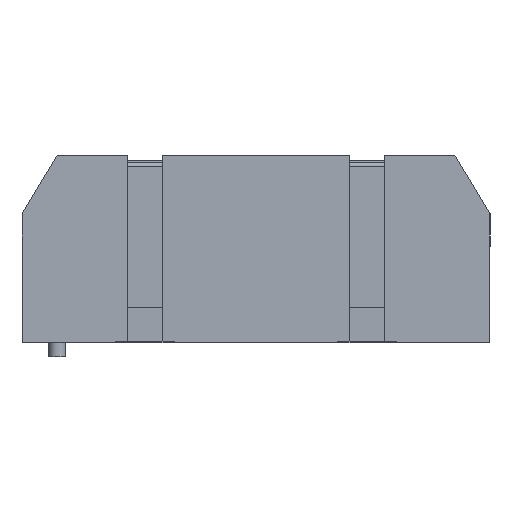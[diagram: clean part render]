
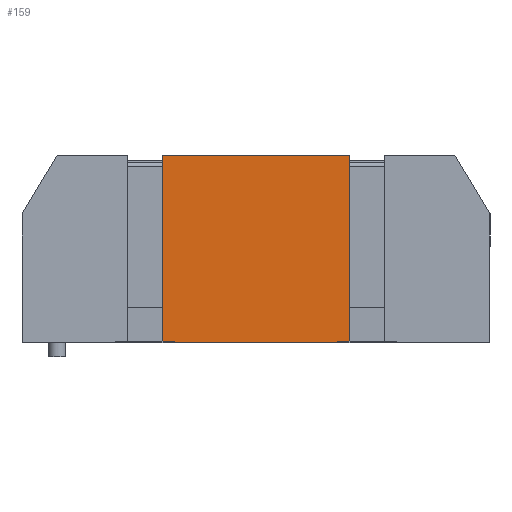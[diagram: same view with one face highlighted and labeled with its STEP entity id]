
A CAD part, left-side view. The second image highlights one B-rep face of the part: STEP entity #159.
In plain terms, the highlighted planar face has unit normal (-1, 0, 0).
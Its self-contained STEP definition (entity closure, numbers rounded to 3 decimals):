
#159=ADVANCED_FACE('',(#421),#4231,.T.);
#421=FACE_OUTER_BOUND('',#675,.T.);
#675=EDGE_LOOP('',(#1371,#1372,#1373,#1374));
#1371=ORIENTED_EDGE('',*,*,#2524,.T.);
#1372=ORIENTED_EDGE('',*,*,#2254,.T.);
#1373=ORIENTED_EDGE('',*,*,#2525,.T.);
#1374=ORIENTED_EDGE('',*,*,#2526,.T.);
#2254=EDGE_CURVE('',#3657,#3656,#3096,.T.);
#2524=EDGE_CURVE('',#3846,#3657,#3314,.T.);
#2525=EDGE_CURVE('',#3656,#3847,#3315,.T.);
#2526=EDGE_CURVE('',#3847,#3846,#3316,.T.);
#3096=B_SPLINE_CURVE_WITH_KNOTS('',1,(#5521,#5522),.UNSPECIFIED.,.F.,.F.,
(2,2),(140.6,156.6),.UNSPECIFIED.);
#3314=B_SPLINE_CURVE_WITH_KNOTS('',1,(#6129,#6130),.UNSPECIFIED.,.F.,.F.,
(2,2),(0.,16.),.UNSPECIFIED.);
#3315=B_SPLINE_CURVE_WITH_KNOTS('',1,(#6131,#6132),.UNSPECIFIED.,.F.,.F.,
(2,2),(0.,16.),.UNSPECIFIED.);
#3316=B_SPLINE_CURVE_WITH_KNOTS('',1,(#6133,#6134),.UNSPECIFIED.,.F.,.F.,
(2,2),(0.,16.),.UNSPECIFIED.);
#3656=VERTEX_POINT('',#5270);
#3657=VERTEX_POINT('',#5271);
#3846=VERTEX_POINT('',#5460);
#3847=VERTEX_POINT('',#5461);
#4231=PLANE('',#4440);
#4440=AXIS2_PLACEMENT_3D('',#5166,#4632,$);
#4632=DIRECTION('',(-1.,0.,0.));
#5166=CARTESIAN_POINT('',(0.,29.72,-1.72));
#5270=CARTESIAN_POINT('',(0.,12.,0.));
#5271=CARTESIAN_POINT('',(0.,28.,0.));
#5460=CARTESIAN_POINT('',(0.,28.,16.));
#5461=CARTESIAN_POINT('',(0.,12.,16.));
#5521=CARTESIAN_POINT('',(0.,28.,0.));
#5522=CARTESIAN_POINT('',(0.,12.,0.));
#6129=CARTESIAN_POINT('',(0.,28.,16.));
#6130=CARTESIAN_POINT('',(0.,28.,0.));
#6131=CARTESIAN_POINT('',(0.,12.,0.));
#6132=CARTESIAN_POINT('',(0.,12.,16.));
#6133=CARTESIAN_POINT('',(0.,12.,16.));
#6134=CARTESIAN_POINT('',(0.,28.,16.));
